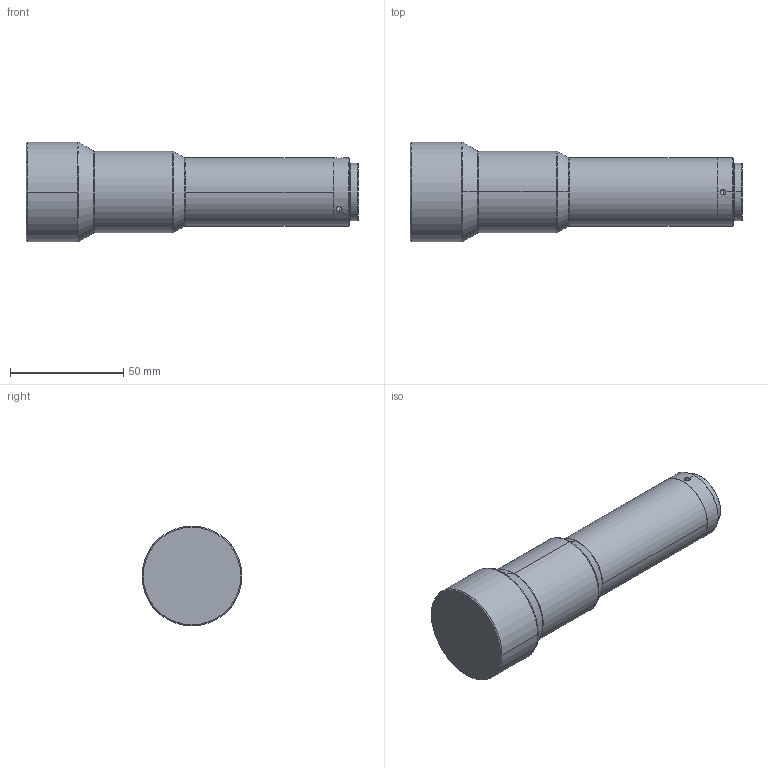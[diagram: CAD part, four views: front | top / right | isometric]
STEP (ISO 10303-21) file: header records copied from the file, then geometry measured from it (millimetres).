
FILE_DESCRIPTION (( 'STEP AP203' ), '1' );
FILE_NAME ('DTCA230-27.5.STEP', '2019-11-13T07:25:37', ( 'Windows 蚚誧' ), ( '' ), 'SwSTEP 2.0', 'SolidWorks 2017', '' );
FILE_SCHEMA (( 'CONFIG_CONTROL_DESIGN' ));
Length unit declared in the file: millimetre
Products named in the file (1): DTCA230-27.5
Bounding box: 146.3 x 44 x 44 mm (x, y, z)
Volume: 136590.4 mm3; surface area: 18855 mm2
Topology: 1 solids, 1 shells, 50 faces, 113 edges, 65 vertices
Faces by surface type: cylinder 20, cone 16, bspline 8, plane 6
Entity records: 1606 total; most frequent: CARTESIAN_POINT 471, DIRECTION 231, ORIENTED_EDGE 214, EDGE_CURVE 107, AXIS2_PLACEMENT_3D 97, VERTEX_POINT 65, EDGE_LOOP 56, CIRCLE 54
